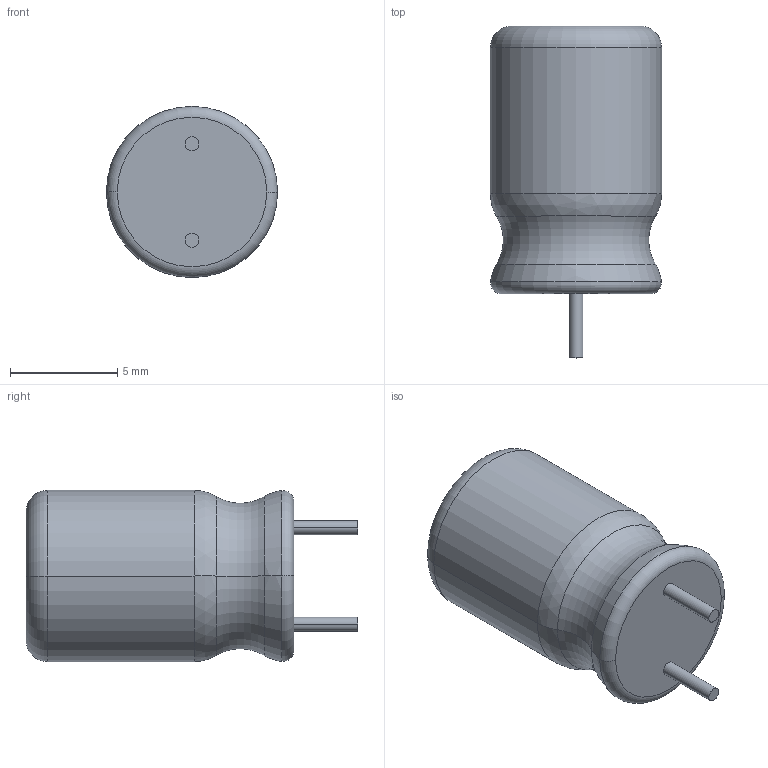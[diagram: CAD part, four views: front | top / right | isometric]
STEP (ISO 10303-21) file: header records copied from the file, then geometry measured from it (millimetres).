
FILE_DESCRIPTION((''),'2;1');
FILE_NAME('CP_8D2-12D5_60','2020-11-24T15:02:07',('Administrator'),(''),'CREO PARAMETRIC BY PTC INC, 2020154','CREO PARAMETRIC BY PTC INC, 2020154','');
FILE_SCHEMA(('CONFIG_CONTROL_DESIGN','SHAPE_APPEARANCE_LAYERS_GROUPS'));
Length unit declared in the file: millimetre
Products named in the file (1): CP_8D2-12D5_60
Bounding box: 8 x 15.5 x 8 mm (x, y, z)
Volume: 592.9 mm3; surface area: 406.9 mm2
Topology: 1 solids, 1 shells, 20 faces, 40 edges, 24 vertices
Faces by surface type: torus 6, cylinder 6, plane 4, bspline 4
Entity records: 1182 total; most frequent: COLOUR_RGB 311, CARTESIAN_POINT 192, DIRECTION 106, ORIENTED_EDGE 80, AXIS2_PLACEMENT_3D 50, PRESENTATION_STYLE_ASSIGNMENT 47, STYLED_ITEM 41, CURVE_STYLE 40
